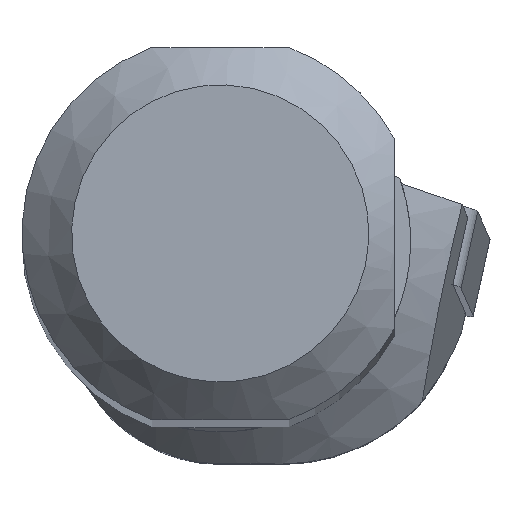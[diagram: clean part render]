
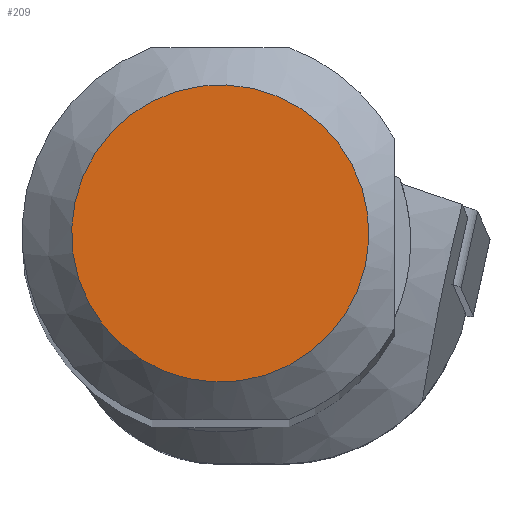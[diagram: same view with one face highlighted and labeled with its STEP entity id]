
A CAD part, top view. The second image highlights one B-rep face of the part: STEP entity #209.
In plain terms, the highlighted planar face has unit normal (0, 0, 1).
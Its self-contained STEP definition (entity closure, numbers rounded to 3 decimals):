
#162=FACE_OUTER_BOUND('',#415,.T.);
#209=ADVANCED_FACE('CU_SU_BP3',(#162),#241,.F.);
#241=PLANE('',#1099);
#415=EDGE_LOOP('',(#620));
#620=ORIENTED_EDGE('',*,*,#883,.T.);
#769=VERTEX_POINT('',#1744);
#883=EDGE_CURVE('',#769,#769,#931,.T.);
#931=CIRCLE('',#1092,5.993);
#1092=AXIS2_PLACEMENT_3D('',#1743,#1318,#1319);
#1099=AXIS2_PLACEMENT_3D('',#1764,#1333,#1334);
#1318=DIRECTION('',(0.,0.,1.));
#1319=DIRECTION('',(-0.976,0.216,0.));
#1333=DIRECTION('',(0.,0.,-1.));
#1334=DIRECTION('',(-0.976,0.216,0.));
#1743=CARTESIAN_POINT('',(0.,0.,
0.));
#1744=CARTESIAN_POINT('',(-5.852,1.292,0.));
#1764=CARTESIAN_POINT('',(-7.992,0.,0.));
